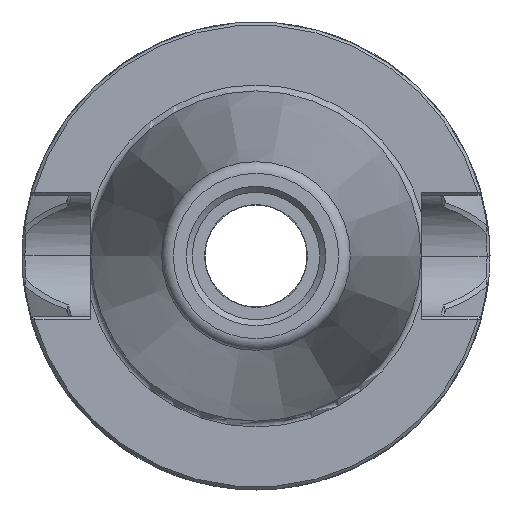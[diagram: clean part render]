
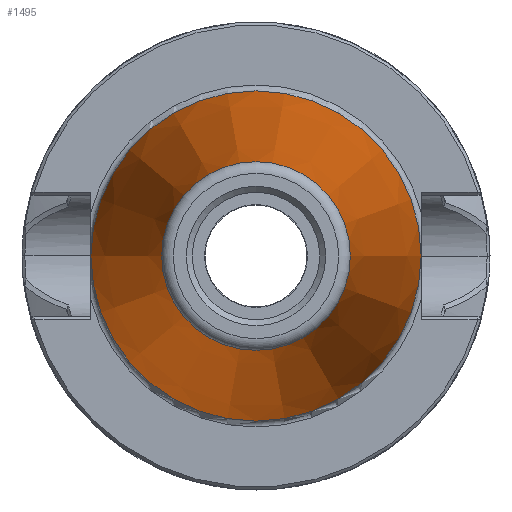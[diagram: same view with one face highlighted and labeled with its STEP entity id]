
A CAD part, left-side view. The second image highlights one B-rep face of the part: STEP entity #1495.
In plain terms, the highlighted conical face has half-angle 8.445 degrees and reference radius 17.363 mm.
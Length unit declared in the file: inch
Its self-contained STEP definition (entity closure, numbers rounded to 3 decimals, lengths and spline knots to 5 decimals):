
#232=LINE('',#3460,#302);
#302=VECTOR('',#1981,0.68356);
#319=CONICAL_SURFACE('',#1641,0.68356,0.147);
#400=FACE_OUTER_BOUND('',#488,.T.);
#488=EDGE_LOOP('',(#1339,#1340,#1341,#1342,#1343));
#545=CIRCLE('',#1642,0.875);
#546=CIRCLE('',#1643,0.50004);
#547=CIRCLE('',#1644,0.50004);
#697=VERTEX_POINT('',#3457);
#698=VERTEX_POINT('',#3459);
#699=VERTEX_POINT('',#3461);
#917=EDGE_CURVE('',#697,#697,#545,.T.);
#918=EDGE_CURVE('',#697,#698,#232,.T.);
#919=EDGE_CURVE('',#699,#698,#546,.T.);
#920=EDGE_CURVE('',#698,#699,#547,.T.);
#1339=ORIENTED_EDGE('',*,*,#917,.T.);
#1340=ORIENTED_EDGE('',*,*,#918,.T.);
#1341=ORIENTED_EDGE('',*,*,#919,.F.);
#1342=ORIENTED_EDGE('',*,*,#920,.F.);
#1343=ORIENTED_EDGE('',*,*,#918,.F.);
#1495=ADVANCED_FACE('',(#400),#319,.T.);
#1641=AXIS2_PLACEMENT_3D('',#3456,#1977,#1978);
#1642=AXIS2_PLACEMENT_3D('',#3458,#1979,#1980);
#1643=AXIS2_PLACEMENT_3D('',#3462,#1982,#1983);
#1644=AXIS2_PLACEMENT_3D('',#3463,#1984,#1985);
#1977=DIRECTION('center_axis',(1.,0.,0.));
#1978=DIRECTION('ref_axis',(0.,-1.,0.));
#1979=DIRECTION('center_axis',(-1.,0.,0.));
#1980=DIRECTION('ref_axis',(0.,0.,1.));
#1981=DIRECTION('',(-0.989,-0.147,0.));
#1982=DIRECTION('center_axis',(-1.,0.,0.));
#1983=DIRECTION('ref_axis',(0.,1.,0.));
#1984=DIRECTION('center_axis',(-1.,0.,0.));
#1985=DIRECTION('ref_axis',(0.,1.,0.));
#3456=CARTESIAN_POINT('Origin',(-1.28937,0.,0.));
#3457=CARTESIAN_POINT('',(0.,0.875,0.));
#3458=CARTESIAN_POINT('Origin',(0.,0.,0.));
#3459=CARTESIAN_POINT('',(-2.52542,0.50004,0.));
#3460=CARTESIAN_POINT('',(-1.28937,0.68356,0.));
#3461=CARTESIAN_POINT('',(-2.52542,0.,-0.50004));
#3462=CARTESIAN_POINT('Origin',(-2.52542,0.,0.));
#3463=CARTESIAN_POINT('Origin',(-2.52542,0.,0.));
